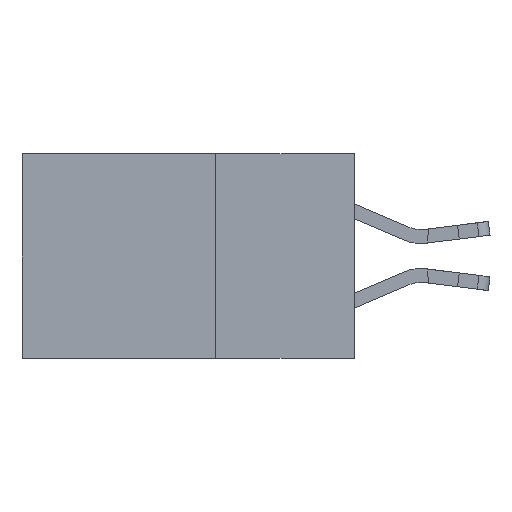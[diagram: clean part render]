
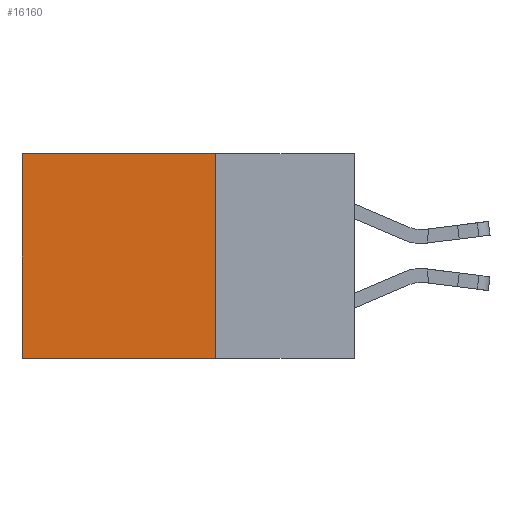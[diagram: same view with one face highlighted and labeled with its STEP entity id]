
A CAD part, left-side view. The second image highlights one B-rep face of the part: STEP entity #16160.
In plain terms, the highlighted planar face has unit normal (-1, 0, 0).
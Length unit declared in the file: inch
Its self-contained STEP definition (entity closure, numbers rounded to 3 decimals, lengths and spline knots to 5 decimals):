
#33 = ORIENTED_EDGE ( 'NONE', *, *, #1452, .F. ) ;
#1192 = EDGE_CURVE ( 'NONE', #3743, #16636, #8386, .T. ) ;
#1330 = CARTESIAN_POINT ( 'NONE',  ( 0.2615, 0.25, -0.37 ) ) ;
#1331 = DIRECTION ( 'NONE',  ( 0., 1., 0. ) ) ;
#1452 = EDGE_CURVE ( 'NONE', #6515, #16636, #16084, .T. ) ;
#1532 = DIRECTION ( 'NONE',  ( 0., 1., 0. ) ) ;
#1711 = CARTESIAN_POINT ( 'NONE',  ( 0.2615, 0.25, -0.37 ) ) ;
#2045 = CARTESIAN_POINT ( 'NONE',  ( 0.2615, 0.6, 0. ) ) ;
#2481 = CARTESIAN_POINT ( 'NONE',  ( 0.2615, 0.6, -0.37 ) ) ;
#2980 = LINE ( 'NONE', #8775, #11985 ) ;
#3173 = CARTESIAN_POINT ( 'NONE',  ( 0.2615, 0.25, -0.37 ) ) ;
#3743 = VERTEX_POINT ( 'NONE', #2045 ) ;
#3928 = DIRECTION ( 'NONE',  ( 0., 0., -1. ) ) ;
#4300 = LINE ( 'NONE', #1330, #9522 ) ;
#4516 = PLANE ( 'NONE',  #8660 ) ;
#4599 = DIRECTION ( 'NONE',  ( 1., 0., 0. ) ) ;
#6515 = VERTEX_POINT ( 'NONE', #18388 ) ;
#7051 = VECTOR ( 'NONE', #3928, 39.37008 ) ;
#7523 = CARTESIAN_POINT ( 'NONE',  ( 0.2615, 0.6, -0.37 ) ) ;
#8386 = LINE ( 'NONE', #2481, #7051 ) ;
#8446 = EDGE_CURVE ( 'NONE', #9037, #6515, #4300, .T. ) ;
#8660 = AXIS2_PLACEMENT_3D ( 'NONE', #3173, #4599, #11918 ) ;
#8775 = CARTESIAN_POINT ( 'NONE',  ( 0.2615, 0.25, 0. ) ) ;
#9037 = VERTEX_POINT ( 'NONE', #10603 ) ;
#9522 = VECTOR ( 'NONE', #10092, 39.37008 ) ;
#9951 = EDGE_CURVE ( 'NONE', #9037, #3743, #2980, .T. ) ;
#10092 = DIRECTION ( 'NONE',  ( 0., 0., -1. ) ) ;
#10603 = CARTESIAN_POINT ( 'NONE',  ( 0.2615, 0.25, 0. ) ) ;
#11301 = VECTOR ( 'NONE', #1331, 39.37008 ) ;
#11918 = DIRECTION ( 'NONE',  ( 0., 0., -1. ) ) ;
#11963 = EDGE_LOOP ( 'NONE', ( #15626, #33, #18035, #17373 ) ) ;
#11985 = VECTOR ( 'NONE', #1532, 39.37008 ) ;
#13264 = FACE_OUTER_BOUND ( 'NONE', #11963, .T. ) ;
#15626 = ORIENTED_EDGE ( 'NONE', *, *, #1192, .T. ) ;
#16084 = LINE ( 'NONE', #1711, #11301 ) ;
#16160 = ADVANCED_FACE ( 'NONE', ( #13264 ), #4516, .F. ) ;
#16636 = VERTEX_POINT ( 'NONE', #7523 ) ;
#17373 = ORIENTED_EDGE ( 'NONE', *, *, #9951, .T. ) ;
#18035 = ORIENTED_EDGE ( 'NONE', *, *, #8446, .F. ) ;
#18388 = CARTESIAN_POINT ( 'NONE',  ( 0.2615, 0.25, -0.37 ) ) ;
